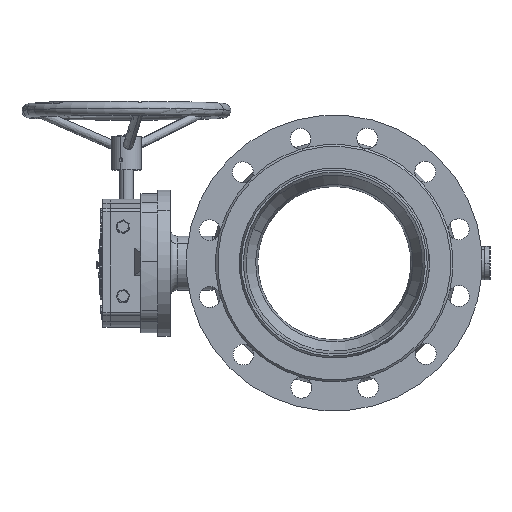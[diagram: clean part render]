
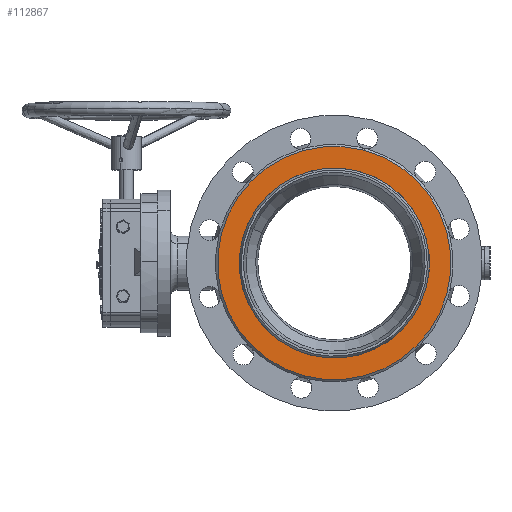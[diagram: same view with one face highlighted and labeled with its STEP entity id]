
A CAD part, left-side view. The second image highlights one B-rep face of the part: STEP entity #112867.
In plain terms, the highlighted face is planar.
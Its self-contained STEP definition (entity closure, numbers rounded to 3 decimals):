
#1677 = VERTEX_POINT ( 'NONE', #26954 ) ;
#3742 = EDGE_CURVE ( 'NONE', #1677, #77188, #140974, .T. ) ;
#5637 = FACE_OUTER_BOUND ( 'NONE', #166670, .T. ) ;
#10077 = CARTESIAN_POINT ( 'NONE',  ( 0., 0., 34. ) ) ;
#13472 = DIRECTION ( 'NONE',  ( 1., 0., 0. ) ) ;
#18836 = DIRECTION ( 'NONE',  ( 0., 0., 1. ) ) ;
#19990 = DIRECTION ( 'NONE',  ( 1., 0., 0. ) ) ;
#22132 = CARTESIAN_POINT ( 'NONE',  ( 0., 0., 34. ) ) ;
#22479 = PLANE ( 'NONE',  #102241 ) ;
#25796 = AXIS2_PLACEMENT_3D ( 'NONE', #49940, #88871, #13472 ) ;
#26954 = CARTESIAN_POINT ( 'NONE',  ( -136.5, 0., 34. ) ) ;
#30902 = CIRCLE ( 'NONE', #25796, 136.5 ) ;
#40997 = CARTESIAN_POINT ( 'NONE',  ( 0., 0., 34. ) ) ;
#42913 = ORIENTED_EDGE ( 'NONE', *, *, #96554, .F. ) ;
#43516 = CARTESIAN_POINT ( 'NONE',  ( 136.5, 0., 34. ) ) ;
#49940 = CARTESIAN_POINT ( 'NONE',  ( 0., 0., 34. ) ) ;
#51183 = VERTEX_POINT ( 'NONE', #69429 ) ;
#57014 = DIRECTION ( 'NONE',  ( 1., 0., 0. ) ) ;
#57322 = CARTESIAN_POINT ( 'NONE',  ( 0., 0., 34. ) ) ;
#61108 = DIRECTION ( 'NONE',  ( 0., 0., 1. ) ) ;
#68288 = ORIENTED_EDGE ( 'NONE', *, *, #118466, .T. ) ;
#69429 = CARTESIAN_POINT ( 'NONE',  ( 167.5, 0., 34. ) ) ;
#77188 = VERTEX_POINT ( 'NONE', #43516 ) ;
#88871 = DIRECTION ( 'NONE',  ( 0., 0., 1. ) ) ;
#89176 = EDGE_LOOP ( 'NONE', ( #120645, #42913 ) ) ;
#89580 = CIRCLE ( 'NONE', #165348, 167.5 ) ;
#96065 = EDGE_CURVE ( 'NONE', #51183, #141212, #125794, .T. ) ;
#96554 = EDGE_CURVE ( 'NONE', #77188, #1677, #30902, .T. ) ;
#102241 = AXIS2_PLACEMENT_3D ( 'NONE', #57322, #108991, #19990 ) ;
#105816 = AXIS2_PLACEMENT_3D ( 'NONE', #22132, #61108, #112787 ) ;
#108991 = DIRECTION ( 'NONE',  ( 0., 0., 1. ) ) ;
#112787 = DIRECTION ( 'NONE',  ( 1., 0., 0. ) ) ;
#112867 = ADVANCED_FACE ( 'NONE', ( #5637, #138545 ), #22479, .T. ) ;
#113434 = DIRECTION ( 'NONE',  ( 0., 0., 1. ) ) ;
#115053 = AXIS2_PLACEMENT_3D ( 'NONE', #40997, #18836, #57014 ) ;
#115934 = DIRECTION ( 'NONE',  ( 1., 0., 0. ) ) ;
#118466 = EDGE_CURVE ( 'NONE', #141212, #51183, #89580, .T. ) ;
#120645 = ORIENTED_EDGE ( 'NONE', *, *, #3742, .F. ) ;
#121465 = CARTESIAN_POINT ( 'NONE',  ( -167.5, 0., 34. ) ) ;
#125794 = CIRCLE ( 'NONE', #115053, 167.5 ) ;
#131387 = ORIENTED_EDGE ( 'NONE', *, *, #96065, .T. ) ;
#138545 = FACE_BOUND ( 'NONE', #89176, .T. ) ;
#140974 = CIRCLE ( 'NONE', #105816, 136.5 ) ;
#141212 = VERTEX_POINT ( 'NONE', #121465 ) ;
#165348 = AXIS2_PLACEMENT_3D ( 'NONE', #10077, #113434, #115934 ) ;
#166670 = EDGE_LOOP ( 'NONE', ( #68288, #131387 ) ) ;
